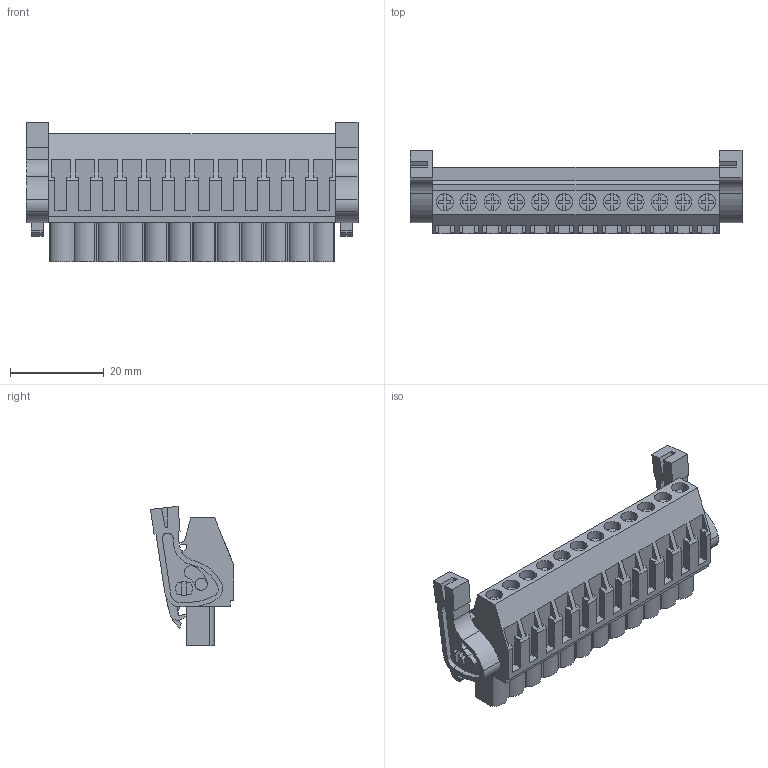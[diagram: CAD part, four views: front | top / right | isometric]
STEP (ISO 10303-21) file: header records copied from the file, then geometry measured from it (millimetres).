
FILE_DESCRIPTION(('CATIA V5 STEP','CAx-IF Rec.Pracs.--- Model Styling and Organization---1.2---2011-12-15'),'2;1');
FILE_NAME ('D1448360_0_1087130000_1087130000.stp','2017-09-09T06:48:07+00:00',('none'),('Weidmueller'),'CATIA Version 5-6 Release 2014','CATIA V5 STEP AP214','none');
FILE_SCHEMA(('AUTOMOTIVE_DESIGN { 1 0 10303 214 1 1 1 1 }'));
Length unit declared in the file: millimetre
Products named in the file (1): 1087130000
Bounding box: 70.66 x 17.69 x 29.65 mm (x, y, z)
Volume: 15080.1 mm3; surface area: 9979.6 mm2
Topology: 15 solids, 15 shells, 932 faces, 2569 edges, 1728 vertices
Faces by surface type: plane 760, cylinder 170, extrusion 2
Entity records: 27159 total; most frequent: ORIENTED_EDGE 5138, CARTESIAN_POINT 4855, DIRECTION 3641, EDGE_CURVE 2569, VECTOR 2147, LINE 2145, VERTEX_POINT 1728, EDGE_LOOP 1001
